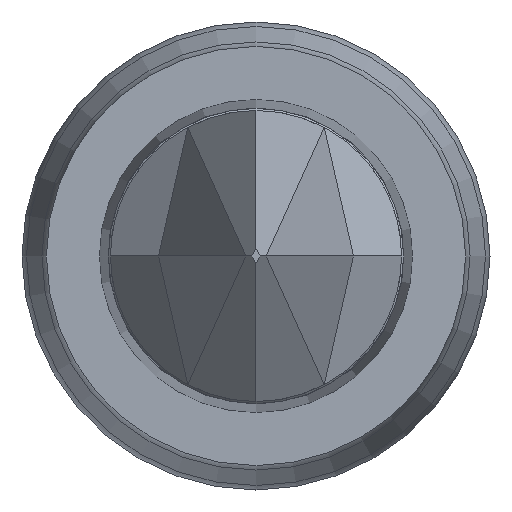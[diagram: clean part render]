
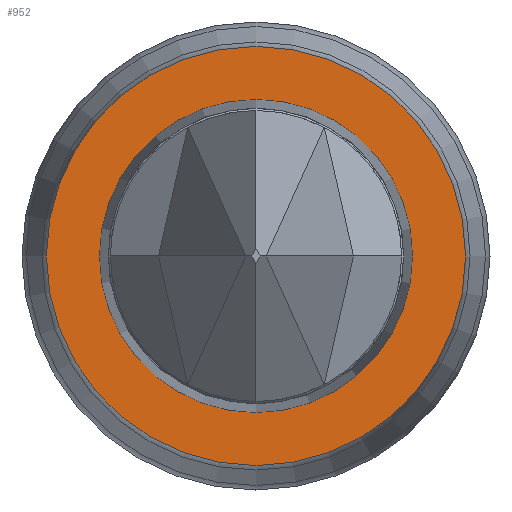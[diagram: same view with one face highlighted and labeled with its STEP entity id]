
A CAD part, left-side view. The second image highlights one B-rep face of the part: STEP entity #952.
In plain terms, the highlighted planar face has unit normal (-1, 0, 0).
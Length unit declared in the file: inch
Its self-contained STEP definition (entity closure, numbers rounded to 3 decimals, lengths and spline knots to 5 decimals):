
#37 = VERTEX_POINT ( 'NONE', #49 ) ;
#49 = CARTESIAN_POINT ( 'NONE',  ( 0., 0., 0.01344 ) ) ;
#164 = VERTEX_POINT ( 'NONE', #1021 ) ;
#208 = FACE_BOUND ( 'NONE', #408, .T. ) ;
#220 = CARTESIAN_POINT ( 'NONE',  ( 0., 0., 0.018 ) ) ;
#284 = CARTESIAN_POINT ( 'NONE',  ( 0., 0., 0. ) ) ;
#314 = DIRECTION ( 'NONE',  ( -1., 0., 0. ) ) ;
#317 = CIRCLE ( 'NONE', #913, 0.018 ) ;
#361 = AXIS2_PLACEMENT_3D ( 'NONE', #796, #314, #1030 ) ;
#379 = DIRECTION ( 'NONE',  ( 0., -1., 0. ) ) ;
#403 = EDGE_CURVE ( 'NONE', #37, #37, #522, .T. ) ;
#408 = EDGE_LOOP ( 'NONE', ( #599 ) ) ;
#423 = ORIENTED_EDGE ( 'NONE', *, *, #746, .T. ) ;
#430 = DIRECTION ( 'NONE',  ( 0., -1., 0. ) ) ;
#498 = FACE_OUTER_BOUND ( 'NONE', #583, .T. ) ;
#522 = CIRCLE ( 'NONE', #361, 0.01344 ) ;
#583 = EDGE_LOOP ( 'NONE', ( #423 ) ) ;
#599 = ORIENTED_EDGE ( 'NONE', *, *, #403, .F. ) ;
#704 = PLANE ( 'NONE',  #877 ) ;
#746 = EDGE_CURVE ( 'NONE', #164, #164, #317, .T. ) ;
#789 = DIRECTION ( 'NONE',  ( -1., 0., 0. ) ) ;
#796 = CARTESIAN_POINT ( 'NONE',  ( 0., 0., 0. ) ) ;
#848 = DIRECTION ( 'NONE',  ( -1., 0., 0. ) ) ;
#877 = AXIS2_PLACEMENT_3D ( 'NONE', #220, #789, #379 ) ;
#913 = AXIS2_PLACEMENT_3D ( 'NONE', #284, #848, #430 ) ;
#952 = ADVANCED_FACE ( 'NONE', ( #208, #498 ), #704, .T. ) ;
#1021 = CARTESIAN_POINT ( 'NONE',  ( 0., -0.018, 0. ) ) ;
#1030 = DIRECTION ( 'NONE',  ( 0., 0., 1. ) ) ;
